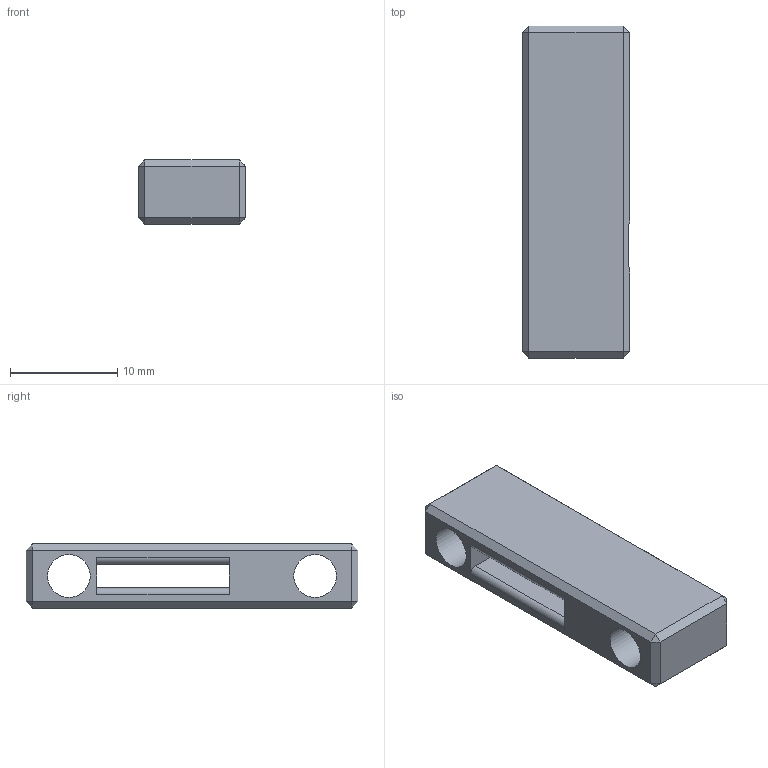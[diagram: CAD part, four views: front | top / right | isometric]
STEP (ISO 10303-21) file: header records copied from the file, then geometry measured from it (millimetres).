
FILE_DESCRIPTION(/* description */ (''),/* implementation_level */ '2;1');
FILE_NAME(/* name */ 'B-Y_Carriage_Tensioner_1515_2-L.stp',/* time_stamp */ '2020-09-25T18:34:44-07:00',/* author */ (''),/* organization */ (''),/* preprocessor_version */ 'ST-DEVELOPER v18.1',/* originating_system */ 'Autodesk Translation Framework v9.3.0.1241',/* authorisation */ '');
FILE_SCHEMA (('AUTOMOTIVE_DESIGN { 1 0 10303 214 3 1 1 }'));
Length unit declared in the file: millimetre
Products named in the file (1): Tensioner-L
Bounding box: 10 x 31 x 6 mm (x, y, z)
Volume: 1281.3 mm3; surface area: 1475.1 mm2
Topology: 1 solids, 1 shells, 48 faces, 113 edges, 64 vertices
Faces by surface type: plane 39, cylinder 7, cone 2
Full cylindrical faces by diameter (mm): 4 x2
Entity records: 1369 total; most frequent: DIRECTION 231, CARTESIAN_POINT 224, ORIENTED_EDGE 222, EDGE_CURVE 111, LINE 89, VECTOR 89, AXIS2_PLACEMENT_3D 71, VERTEX_POINT 64
